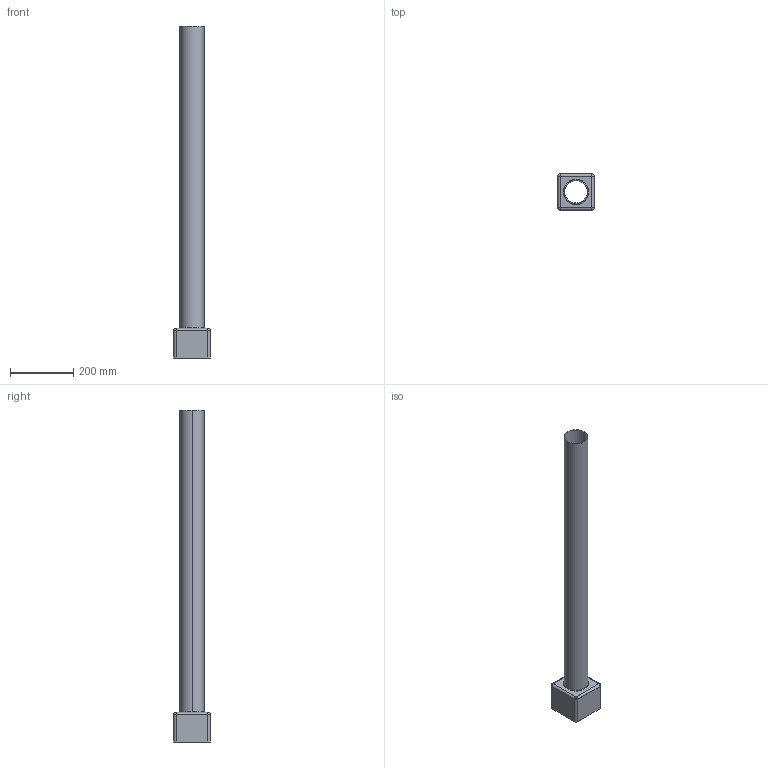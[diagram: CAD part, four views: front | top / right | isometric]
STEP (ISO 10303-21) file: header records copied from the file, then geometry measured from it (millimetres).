
FILE_DESCRIPTION(('CATIA V5 STEP Exchange'),'2;1');
FILE_NAME('Girder to column connector.stp','2020-08-31T19:35:30+00:00',('none'),('none'),'CATIA Version 5-6 Release 2016','CATIA V5 STEP AP203','none');
FILE_SCHEMA(('CONFIG_CONTROL_DESIGN'));
Length unit declared in the file: millimetre
Products named in the file (1): Girder to column connector
Bounding box: 114.5 x 114.5 x 1047 mm (x, y, z)
Volume: 522754.6 mm3; surface area: 540245.9 mm2
Topology: 1 solids, 1 shells, 44 faces, 100 edges, 52 vertices
Faces by surface type: cylinder 20, plane 12, sphere 8, torus 4
Entity records: 1147 total; most frequent: CARTESIAN_POINT 187, ORIENTED_EDGE 184, DIRECTION 176, EDGE_CURVE 92, AXIS2_PLACEMENT_3D 91, VERTEX_POINT 52, CIRCLE 48, EDGE_LOOP 48
